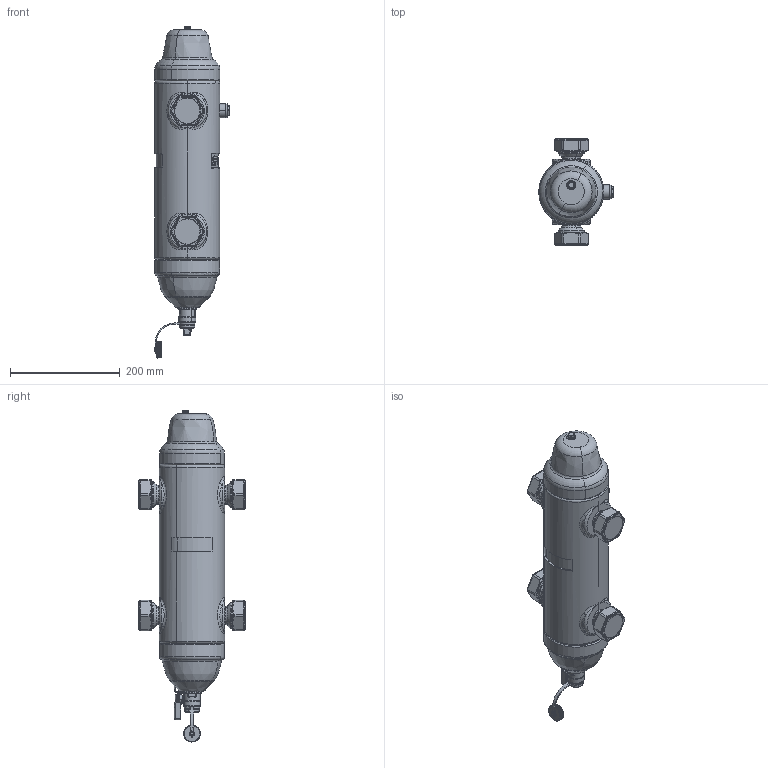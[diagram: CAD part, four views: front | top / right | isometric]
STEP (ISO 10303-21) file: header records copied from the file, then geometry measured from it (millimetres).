
FILE_DESCRIPTION(('CATIA V5 STEP Exchange','CAx-IF Rec.Pracs.--- Model Styling and Organization---1.4--- 2014-01-23','CAx-IF Rec.Pracs.---3D Tessellated Data Validation Properties---0.5---2014-09-14'),'2;1');
FILE_NAME('STEP_549506US_-_TST.stp','2020-06-19T09:54:45+00:00',('none'),('none'),'CATIA Version 5-6 Release 2019 SP3','CATIA V5 STEP AP242 v1','none');
FILE_SCHEMA(('AP242_MANAGED_MODEL_BASED_3D_ENGINEERING_MIM_LF {1 0 10303 442 1 1 4}'));
Products named in the file (1): 549506US - TST
Bounding box: 137.55 x 194 x 604.94 mm (x, y, z)
Volume: 5172319.5 mm3; surface area: 575800.7 mm2
Topology: 5 solids, 8 shells, 4453 faces, 11504 edges, 6961 vertices
Faces by surface type: cylinder 1972, plane 842, bspline 784, torus 564, cone 146, sphere 123, revolution 22
Entity records: 184211 total; most frequent: CARTESIAN_POINT 91385, ORIENTED_EDGE 22692, EDGE_CURVE 11346, DIRECTION 11341, VERTEX_POINT 6960, AXIS2_PLACEMENT_3D 5789, B_SPLINE_CURVE_WITH_KNOTS 4825, EDGE_LOOP 4546
